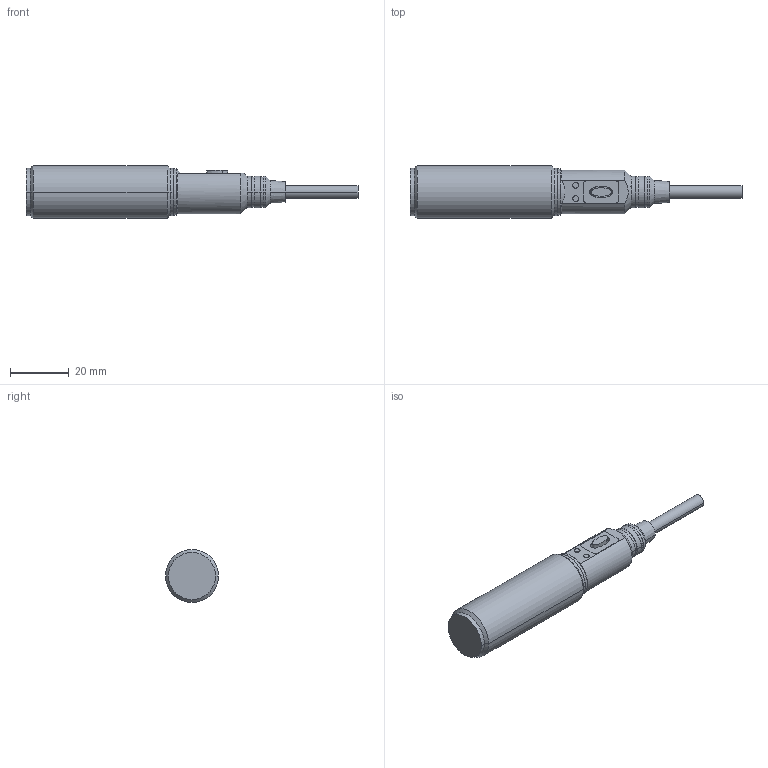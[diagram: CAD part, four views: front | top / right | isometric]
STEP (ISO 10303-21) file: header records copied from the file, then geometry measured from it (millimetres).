
FILE_DESCRIPTION(('Creo Elements/Direct Modeling STEP Export'),'2;1');
FILE_NAME('CA18CLC12BP.stp','2017-05-15T12:28:16',('Palle Edslev '),('EDSLEV A/S'),'Creo Elements/Direct Modeling STEP processor for AP214 (Solid Model)','Creo Elements/Direct Modeling 18.1H 24-Oct-2015 (C) Parametric Technology GmbH','');
FILE_SCHEMA(('AUTOMOTIVE_DESIGN { 1 0 10303 214 1 1 1 1 }'));
Length unit declared in the file: millimetre
Products named in the file (1): CA18CLC12BP
Bounding box: 112.8 x 18 x 18 mm (x, y, z)
Volume: 17972.6 mm3; surface area: 5179.6 mm2
Topology: 1 solids, 1 shells, 67 faces, 145 edges, 91 vertices
Faces by surface type: cylinder 29, plane 18, cone 16, extrusion 4
Entity records: 1947 total; most frequent: CARTESIAN_POINT 545, ORIENTED_EDGE 290, DIRECTION 274, EDGE_CURVE 145, AXIS2_PLACEMENT_3D 104, VERTEX_POINT 91, EDGE_LOOP 78, FACE_OUTER_BOUND 67
